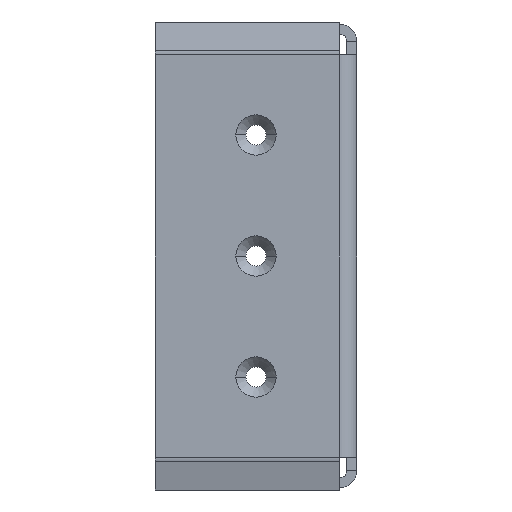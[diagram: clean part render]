
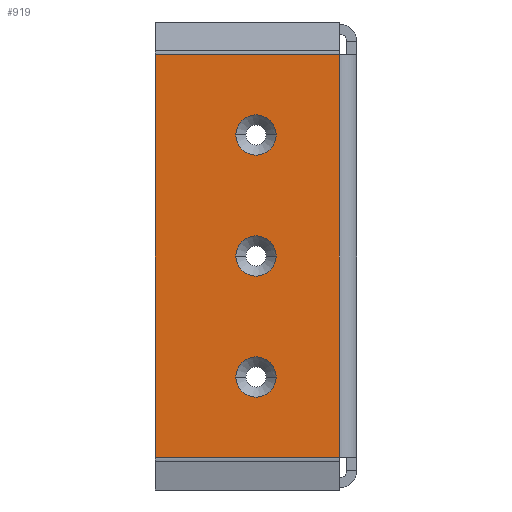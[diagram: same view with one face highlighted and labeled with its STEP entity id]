
A CAD part, left-side view. The second image highlights one B-rep face of the part: STEP entity #919.
In plain terms, the highlighted planar face has unit normal (-1, 0, 0).
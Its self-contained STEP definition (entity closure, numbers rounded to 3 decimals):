
#14 = EDGE_CURVE ( 'NONE', #832, #71, #2218, .T. ) ;
#28 = DIRECTION ( 'NONE',  ( 0., 1., 0. ) ) ;
#64 = ORIENTED_EDGE ( 'NONE', *, *, #2676, .T. ) ;
#71 = VERTEX_POINT ( 'NONE', #2701 ) ;
#83 = EDGE_LOOP ( 'NONE', ( #3410, #789 ) ) ;
#97 = CIRCLE ( 'NONE', #2533, 2. ) ;
#166 = ORIENTED_EDGE ( 'NONE', *, *, #14, .T. ) ;
#327 = FACE_BOUND ( 'NONE', #1257, .T. ) ;
#451 = ORIENTED_EDGE ( 'NONE', *, *, #2544, .T. ) ;
#489 = VECTOR ( 'NONE', #739, 1000. ) ;
#593 = CARTESIAN_POINT ( 'NONE',  ( -97.5, 7., 12. ) ) ;
#597 = CARTESIAN_POINT ( 'NONE',  ( -97.5, 9., 0. ) ) ;
#614 = LINE ( 'NONE', #2924, #3330 ) ;
#629 = FACE_OUTER_BOUND ( 'NONE', #2551, .T. ) ;
#636 = AXIS2_PLACEMENT_3D ( 'NONE', #3355, #2157, #1903 ) ;
#659 = DIRECTION ( 'NONE',  ( 0., 0., -1. ) ) ;
#686 = AXIS2_PLACEMENT_3D ( 'NONE', #2573, #2808, #3128 ) ;
#723 = CARTESIAN_POINT ( 'NONE',  ( -97.5, 19., -19.971 ) ) ;
#732 = DIRECTION ( 'NONE',  ( 1., 0., 0. ) ) ;
#739 = DIRECTION ( 'NONE',  ( 0., 0., -1. ) ) ;
#789 = ORIENTED_EDGE ( 'NONE', *, *, #1263, .T. ) ;
#793 = EDGE_CURVE ( 'NONE', #2407, #2105, #1158, .T. ) ;
#832 = VERTEX_POINT ( 'NONE', #1439 ) ;
#885 = CIRCLE ( 'NONE', #2565, 2. ) ;
#919 = ADVANCED_FACE ( 'NONE', ( #327, #2349, #2794, #629 ), #3139, .F. ) ;
#952 = VERTEX_POINT ( 'NONE', #3451 ) ;
#965 = AXIS2_PLACEMENT_3D ( 'NONE', #2589, #2310, #1485 ) ;
#991 = CARTESIAN_POINT ( 'NONE',  ( -97.5, 19., 0. ) ) ;
#1071 = DIRECTION ( 'NONE',  ( 0., 1., 0. ) ) ;
#1158 = CIRCLE ( 'NONE', #686, 2. ) ;
#1181 = ORIENTED_EDGE ( 'NONE', *, *, #1788, .T. ) ;
#1213 = EDGE_CURVE ( 'NONE', #1291, #2768, #2440, .T. ) ;
#1235 = EDGE_CURVE ( 'NONE', #2105, #2407, #97, .T. ) ;
#1257 = EDGE_LOOP ( 'NONE', ( #3540, #3366 ) ) ;
#1263 = EDGE_CURVE ( 'NONE', #2768, #1291, #1517, .T. ) ;
#1291 = VERTEX_POINT ( 'NONE', #3011 ) ;
#1352 = VERTEX_POINT ( 'NONE', #2213 ) ;
#1354 = CARTESIAN_POINT ( 'NONE',  ( -97.5, 19., 19.971 ) ) ;
#1364 = LINE ( 'NONE', #2947, #2019 ) ;
#1439 = CARTESIAN_POINT ( 'NONE',  ( -97.5, 19., -19.971 ) ) ;
#1485 = DIRECTION ( 'NONE',  ( 0., 1., 0. ) ) ;
#1517 = CIRCLE ( 'NONE', #636, 2. ) ;
#1575 = EDGE_CURVE ( 'NONE', #952, #2973, #3561, .T. ) ;
#1788 = EDGE_CURVE ( 'NONE', #3499, #832, #2163, .T. ) ;
#1890 = CARTESIAN_POINT ( 'NONE',  ( -97.5, 9., 12. ) ) ;
#1903 = DIRECTION ( 'NONE',  ( 0., 1., 0. ) ) ;
#2005 = DIRECTION ( 'NONE',  ( 1., 0., 0. ) ) ;
#2019 = VECTOR ( 'NONE', #659, 1000. ) ;
#2105 = VERTEX_POINT ( 'NONE', #593 ) ;
#2157 = DIRECTION ( 'NONE',  ( 1., 0., 0. ) ) ;
#2163 = LINE ( 'NONE', #991, #489 ) ;
#2213 = CARTESIAN_POINT ( 'NONE',  ( -97.5, 0.737, 19.971 ) ) ;
#2218 = LINE ( 'NONE', #723, #3572 ) ;
#2229 = ORIENTED_EDGE ( 'NONE', *, *, #2642, .F. ) ;
#2256 = DIRECTION ( 'NONE',  ( 0., 1., 0. ) ) ;
#2286 = AXIS2_PLACEMENT_3D ( 'NONE', #2846, #2005, #2256 ) ;
#2310 = DIRECTION ( 'NONE',  ( 1., 0., 0. ) ) ;
#2349 = FACE_BOUND ( 'NONE', #2472, .T. ) ;
#2407 = VERTEX_POINT ( 'NONE', #3118 ) ;
#2417 = CARTESIAN_POINT ( 'NONE',  ( -97.5, 9., -12. ) ) ;
#2440 = CIRCLE ( 'NONE', #3336, 2. ) ;
#2472 = EDGE_LOOP ( 'NONE', ( #451, #3140 ) ) ;
#2486 = CARTESIAN_POINT ( 'NONE',  ( -97.5, 7., 0. ) ) ;
#2533 = AXIS2_PLACEMENT_3D ( 'NONE', #1890, #2748, #1071 ) ;
#2544 = EDGE_CURVE ( 'NONE', #2973, #952, #885, .T. ) ;
#2551 = EDGE_LOOP ( 'NONE', ( #64, #1181, #166, #2229 ) ) ;
#2565 = AXIS2_PLACEMENT_3D ( 'NONE', #597, #2882, #28 ) ;
#2573 = CARTESIAN_POINT ( 'NONE',  ( -97.5, 9., 12. ) ) ;
#2589 = CARTESIAN_POINT ( 'NONE',  ( -97.5, 9., 0. ) ) ;
#2642 = EDGE_CURVE ( 'NONE', #1352, #71, #1364, .T. ) ;
#2676 = EDGE_CURVE ( 'NONE', #1352, #3499, #614, .T. ) ;
#2680 = DIRECTION ( 'NONE',  ( 0., 1., 0. ) ) ;
#2701 = CARTESIAN_POINT ( 'NONE',  ( -97.5, 0.737, -19.971 ) ) ;
#2717 = DIRECTION ( 'NONE',  ( 0., 1., 0. ) ) ;
#2748 = DIRECTION ( 'NONE',  ( 1., 0., 0. ) ) ;
#2768 = VERTEX_POINT ( 'NONE', #3029 ) ;
#2794 = FACE_BOUND ( 'NONE', #83, .T. ) ;
#2808 = DIRECTION ( 'NONE',  ( 1., 0., 0. ) ) ;
#2846 = CARTESIAN_POINT ( 'NONE',  ( -97.5, 0., 0. ) ) ;
#2882 = DIRECTION ( 'NONE',  ( 1., 0., 0. ) ) ;
#2924 = CARTESIAN_POINT ( 'NONE',  ( -97.5, 0.737, 19.971 ) ) ;
#2947 = CARTESIAN_POINT ( 'NONE',  ( -97.5, 0.737, -23. ) ) ;
#2973 = VERTEX_POINT ( 'NONE', #2486 ) ;
#2996 = DIRECTION ( 'NONE',  ( 0., -1., 0. ) ) ;
#3011 = CARTESIAN_POINT ( 'NONE',  ( -97.5, 7., -12. ) ) ;
#3029 = CARTESIAN_POINT ( 'NONE',  ( -97.5, 11., -12. ) ) ;
#3118 = CARTESIAN_POINT ( 'NONE',  ( -97.5, 11., 12. ) ) ;
#3128 = DIRECTION ( 'NONE',  ( 0., 1., 0. ) ) ;
#3139 = PLANE ( 'NONE',  #2286 ) ;
#3140 = ORIENTED_EDGE ( 'NONE', *, *, #1575, .T. ) ;
#3330 = VECTOR ( 'NONE', #2680, 1000. ) ;
#3336 = AXIS2_PLACEMENT_3D ( 'NONE', #2417, #732, #2717 ) ;
#3355 = CARTESIAN_POINT ( 'NONE',  ( -97.5, 9., -12. ) ) ;
#3366 = ORIENTED_EDGE ( 'NONE', *, *, #793, .T. ) ;
#3410 = ORIENTED_EDGE ( 'NONE', *, *, #1213, .T. ) ;
#3451 = CARTESIAN_POINT ( 'NONE',  ( -97.5, 11., 0. ) ) ;
#3499 = VERTEX_POINT ( 'NONE', #1354 ) ;
#3540 = ORIENTED_EDGE ( 'NONE', *, *, #1235, .T. ) ;
#3561 = CIRCLE ( 'NONE', #965, 2. ) ;
#3572 = VECTOR ( 'NONE', #2996, 1000. ) ;
